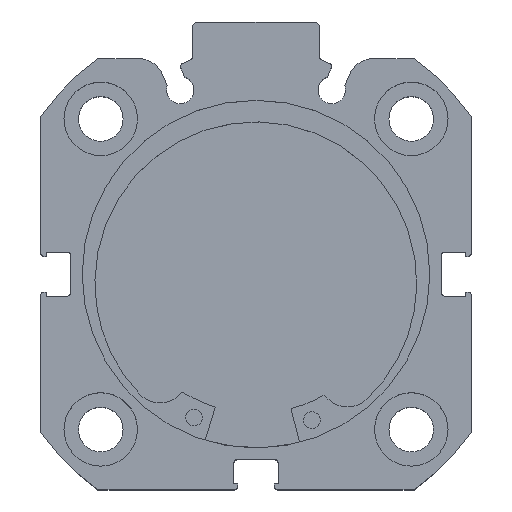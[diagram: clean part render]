
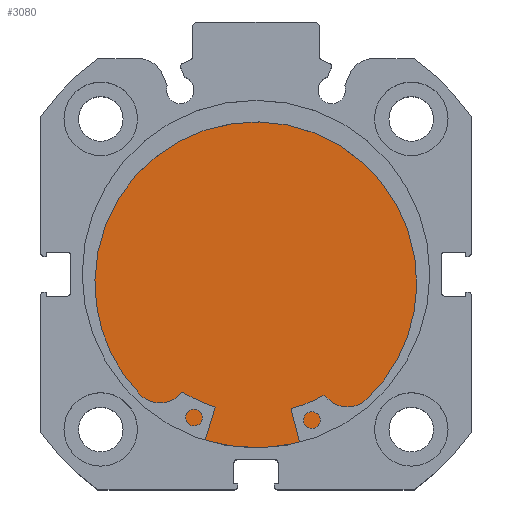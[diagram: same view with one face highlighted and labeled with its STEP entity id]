
A CAD part, top view. The second image highlights one B-rep face of the part: STEP entity #3080.
In plain terms, the highlighted face is planar.
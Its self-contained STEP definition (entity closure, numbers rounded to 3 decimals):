
#579 = ORIENTED_EDGE ( 'NONE', *, *, #1933, .F. ) ;
#1036 = EDGE_LOOP ( 'NONE', ( #579, #4772 ) ) ;
#1358 = CIRCLE ( 'NONE', #4878, 26. ) ;
#1423 = CIRCLE ( 'NONE', #4853, 26. ) ;
#1933 = EDGE_CURVE ( 'NONE', #2680, #2678, #1358, .T. ) ;
#1976 = EDGE_CURVE ( 'NONE', #2678, #2680, #1423, .T. ) ;
#2373 = CARTESIAN_POINT ( 'NONE',  ( 9., 0., 0. ) ) ;
#2430 = DIRECTION ( 'NONE',  ( 0., 0., 1. ) ) ;
#2436 = DIRECTION ( 'NONE',  ( -1., 0., 0. ) ) ;
#2506 = DIRECTION ( 'NONE',  ( -1., 0., 0. ) ) ;
#2509 = CARTESIAN_POINT ( 'NONE',  ( 9., 0., 0. ) ) ;
#2510 = DIRECTION ( 'NONE',  ( 0., 0., 1. ) ) ;
#2678 = VERTEX_POINT ( 'NONE', #4549 ) ;
#2680 = VERTEX_POINT ( 'NONE', #4459 ) ;
#3080 = ADVANCED_FACE ( 'NONE', ( #3897 ), #5843, .F. ) ;
#3462 = AXIS2_PLACEMENT_3D ( 'NONE', #5842, #5845, #5846 ) ;
#3897 = FACE_OUTER_BOUND ( 'NONE', #1036, .T. ) ;
#4459 = CARTESIAN_POINT ( 'NONE',  ( 9., 0., 26. ) ) ;
#4549 = CARTESIAN_POINT ( 'NONE',  ( 9., 0., -26. ) ) ;
#4772 = ORIENTED_EDGE ( 'NONE', *, *, #1976, .F. ) ;
#4853 = AXIS2_PLACEMENT_3D ( 'NONE', #2373, #2436, #2430 ) ;
#4878 = AXIS2_PLACEMENT_3D ( 'NONE', #2509, #2506, #2510 ) ;
#5842 = CARTESIAN_POINT ( 'NONE',  ( 9., 26., 0. ) ) ;
#5843 = PLANE ( 'NONE',  #3462 ) ;
#5845 = DIRECTION ( 'NONE',  ( -1., 0., 0. ) ) ;
#5846 = DIRECTION ( 'NONE',  ( 0., 0., 1. ) ) ;
